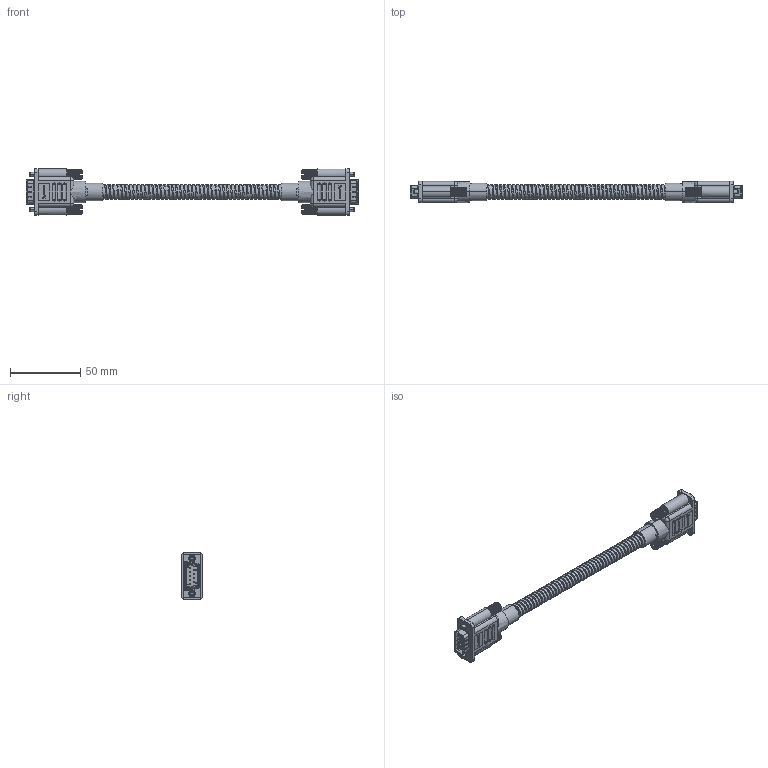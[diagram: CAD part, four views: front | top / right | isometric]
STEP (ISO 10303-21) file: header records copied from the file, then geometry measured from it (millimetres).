
FILE_DESCRIPTION (( 'STEP AP203' ), '1' );
FILE_NAME ('CSMT9MM.STEP', '2014-02-18T14:48:59', ( 'x' ), ( '' ), 'SwSTEP 2.0', 'SolidWorks 2012', '' );
FILE_SCHEMA (( 'CONFIG_CONTROL_DESIGN' ));
Products named in the file (10): CSMT9MM; MTN-756_DB9 Male; 1AJ09-093_NEW; 1AJ06-026_with knurled head; MTN-472_DB9 MALE; 1AY03-058___; 1AC08-016(DB9 MALE SOLIDER TYPE)___; MTN-472___; MTN-756_OVERMOLD FOR CSMT9; 3AC13-001(ID8mm)
Assembly tree (11 placements, depth 4):
  CSMT9MM
    3AC13-001(ID8mm)
    MTN-756_DB9 Male  x2
      MTN-756_OVERMOLD FOR CSMT9
      MTN-472_DB9 MALE
        MTN-472___
        1AC08-016(DB9 MALE SOLIDER TYPE)___
        1AY03-058___
      1AJ06-026_with knurled head
      1AJ09-093_NEW
Bounding box: 236.55 x 15.09 x 33.2 mm (x, y, z)
Volume: 35727.6 mm3; surface area: 39998.8 mm2
Topology: 17 solids, 17 shells, 2899 faces, 7782 edges, 4980 vertices
Faces by surface type: cylinder 1093, plane 1032, bspline 470, torus 154, sphere 88, cone 62
Entity records: 69332 total; most frequent: CARTESIAN_POINT 37875, ORIENTED_EDGE 7030, DIRECTION 5371, EDGE_CURVE 3515, VERTEX_POINT 2272, AXIS2_PLACEMENT_3D 1914, LINE 1543, VECTOR 1543
